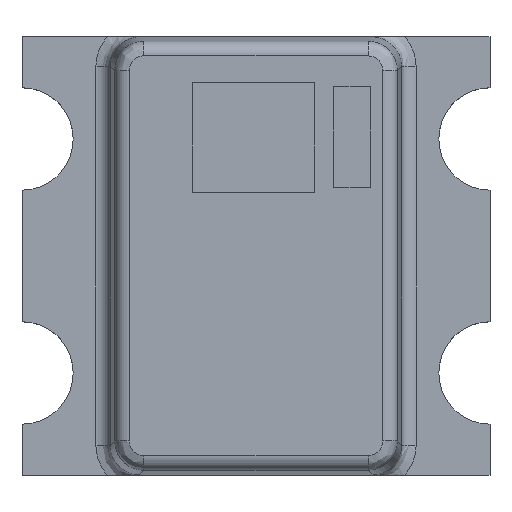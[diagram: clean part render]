
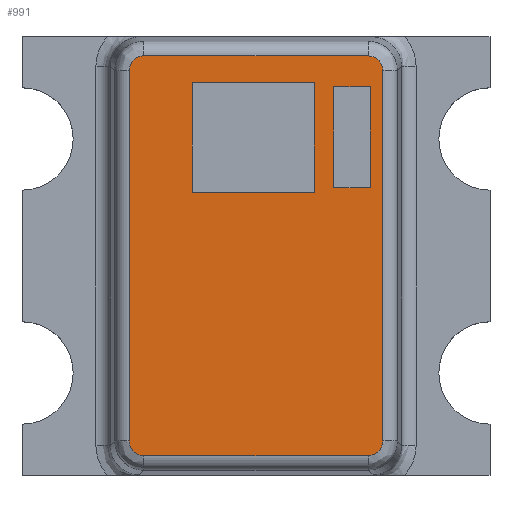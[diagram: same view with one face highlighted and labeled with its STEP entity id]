
A CAD part, top view. The second image highlights one B-rep face of the part: STEP entity #991.
In plain terms, the highlighted planar face has unit normal (0, 0, 1).
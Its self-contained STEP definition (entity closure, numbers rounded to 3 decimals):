
#13=FACE_BOUND('',#186,.T.);
#14=FACE_BOUND('',#187,.T.);
#63=ELLIPSE('',#1070,0.05,0.05);
#64=ELLIPSE('',#1073,0.05,0.05);
#65=ELLIPSE('',#1077,0.05,0.05);
#66=ELLIPSE('',#1080,0.05,0.05);
#127=FACE_OUTER_BOUND('',#185,.T.);
#185=EDGE_LOOP('',(#800,#801,#802,#803,#804,#805,#806,#807));
#186=EDGE_LOOP('',(#808,#809,#810,#811));
#187=EDGE_LOOP('',(#812,#813,#814,#815));
#230=LINE('',#1440,#330);
#234=LINE('',#1448,#334);
#237=LINE('',#1454,#337);
#240=LINE('',#1459,#340);
#242=LINE('',#1464,#342);
#246=LINE('',#1472,#346);
#249=LINE('',#1478,#349);
#252=LINE('',#1483,#352);
#268=LINE('',#1740,#368);
#270=LINE('',#1803,#370);
#271=LINE('',#1805,#371);
#273=LINE('',#1808,#373);
#330=VECTOR('',#1162,10.);
#334=VECTOR('',#1168,10.);
#337=VECTOR('',#1173,10.);
#340=VECTOR('',#1178,10.);
#342=VECTOR('',#1182,10.);
#346=VECTOR('',#1188,10.);
#349=VECTOR('',#1193,10.);
#352=VECTOR('',#1198,10.);
#368=VECTOR('',#1276,10.);
#370=VECTOR('',#1292,10.);
#371=VECTOR('',#1295,10.);
#373=VECTOR('',#1299,10.);
#422=VERTEX_POINT('',#1438);
#423=VERTEX_POINT('',#1439);
#426=VERTEX_POINT('',#1447);
#428=VERTEX_POINT('',#1453);
#430=VERTEX_POINT('',#1462);
#431=VERTEX_POINT('',#1463);
#434=VERTEX_POINT('',#1471);
#436=VERTEX_POINT('',#1477);
#462=VERTEX_POINT('',#1704);
#463=VERTEX_POINT('',#1706);
#464=VERTEX_POINT('',#1734);
#465=VERTEX_POINT('',#1736);
#466=VERTEX_POINT('',#1766);
#467=VERTEX_POINT('',#1768);
#468=VERTEX_POINT('',#1796);
#469=VERTEX_POINT('',#1798);
#518=EDGE_CURVE('',#422,#423,#230,.T.);
#522=EDGE_CURVE('',#426,#422,#234,.T.);
#525=EDGE_CURVE('',#428,#426,#237,.T.);
#528=EDGE_CURVE('',#423,#428,#240,.T.);
#530=EDGE_CURVE('',#430,#431,#242,.T.);
#534=EDGE_CURVE('',#434,#430,#246,.T.);
#537=EDGE_CURVE('',#436,#434,#249,.T.);
#540=EDGE_CURVE('',#431,#436,#252,.T.);
#578=EDGE_CURVE('',#463,#462,#63,.T.);
#581=EDGE_CURVE('',#465,#464,#64,.T.);
#582=EDGE_CURVE('',#462,#465,#268,.T.);
#585=EDGE_CURVE('',#467,#466,#65,.T.);
#588=EDGE_CURVE('',#469,#468,#66,.T.);
#590=EDGE_CURVE('',#464,#469,#270,.T.);
#591=EDGE_CURVE('',#468,#467,#271,.T.);
#593=EDGE_CURVE('',#466,#463,#273,.T.);
#800=ORIENTED_EDGE('',*,*,#588,.F.);
#801=ORIENTED_EDGE('',*,*,#590,.F.);
#802=ORIENTED_EDGE('',*,*,#581,.F.);
#803=ORIENTED_EDGE('',*,*,#582,.F.);
#804=ORIENTED_EDGE('',*,*,#578,.F.);
#805=ORIENTED_EDGE('',*,*,#593,.F.);
#806=ORIENTED_EDGE('',*,*,#585,.F.);
#807=ORIENTED_EDGE('',*,*,#591,.F.);
#808=ORIENTED_EDGE('',*,*,#522,.T.);
#809=ORIENTED_EDGE('',*,*,#518,.T.);
#810=ORIENTED_EDGE('',*,*,#528,.T.);
#811=ORIENTED_EDGE('',*,*,#525,.T.);
#812=ORIENTED_EDGE('',*,*,#534,.T.);
#813=ORIENTED_EDGE('',*,*,#530,.T.);
#814=ORIENTED_EDGE('',*,*,#540,.T.);
#815=ORIENTED_EDGE('',*,*,#537,.T.);
#937=PLANE('',#1085);
#991=ADVANCED_FACE('',(#127,#13,#14),#937,.T.);
#1070=AXIS2_PLACEMENT_3D('',#1708,#1266,#1267);
#1073=AXIS2_PLACEMENT_3D('',#1738,#1272,#1273);
#1077=AXIS2_PLACEMENT_3D('',#1770,#1281,#1282);
#1080=AXIS2_PLACEMENT_3D('',#1800,#1287,#1288);
#1085=AXIS2_PLACEMENT_3D('',#1811,#1303,#1304);
#1162=DIRECTION('',(0.,-1.,0.));
#1168=DIRECTION('',(1.,0.,0.));
#1173=DIRECTION('',(0.,1.,0.));
#1178=DIRECTION('',(-1.,0.,0.));
#1182=DIRECTION('',(-1.,0.,0.));
#1188=DIRECTION('',(0.,-1.,0.));
#1193=DIRECTION('',(1.,0.,0.));
#1198=DIRECTION('',(0.,1.,0.));
#1266=DIRECTION('center_axis',(0.,0.,-1.));
#1267=DIRECTION('ref_axis',(-0.707,-0.707,0.));
#1272=DIRECTION('center_axis',(0.,0.,-1.));
#1273=DIRECTION('ref_axis',(-0.707,0.707,0.));
#1276=DIRECTION('',(0.,1.,0.));
#1281=DIRECTION('center_axis',(0.,0.,-1.));
#1282=DIRECTION('ref_axis',(0.707,-0.707,0.));
#1287=DIRECTION('center_axis',(0.,0.,-1.));
#1288=DIRECTION('ref_axis',(0.707,0.707,0.));
#1292=DIRECTION('',(1.,0.,0.));
#1295=DIRECTION('',(0.,-1.,0.));
#1299=DIRECTION('',(-1.,0.,0.));
#1303=DIRECTION('center_axis',(0.,0.,1.));
#1304=DIRECTION('ref_axis',(-1.,0.,0.));
#1438=CARTESIAN_POINT('',(0.2,0.592,0.65));
#1439=CARTESIAN_POINT('',(0.2,0.217,0.65));
#1440=CARTESIAN_POINT('',(0.2,0.108,0.65));
#1447=CARTESIAN_POINT('',(-0.218,0.592,0.65));
#1448=CARTESIAN_POINT('',(0.1,0.592,0.65));
#1453=CARTESIAN_POINT('',(-0.218,0.217,0.65));
#1454=CARTESIAN_POINT('',(-0.218,0.296,0.65));
#1459=CARTESIAN_POINT('',(-0.109,0.217,0.65));
#1462=CARTESIAN_POINT('',(0.391,0.233,0.65));
#1463=CARTESIAN_POINT('',(0.266,0.233,0.65));
#1464=CARTESIAN_POINT('',(0.133,0.233,0.65));
#1471=CARTESIAN_POINT('',(0.391,0.578,0.65));
#1472=CARTESIAN_POINT('',(0.391,0.117,0.65));
#1477=CARTESIAN_POINT('',(0.266,0.578,0.65));
#1478=CARTESIAN_POINT('',(0.196,0.578,0.65));
#1483=CARTESIAN_POINT('',(0.266,0.289,0.65));
#1704=CARTESIAN_POINT('',(-0.433,-0.633,0.65));
#1706=CARTESIAN_POINT('',(-0.383,-0.683,0.65));
#1708=CARTESIAN_POINT('Origin',(-0.383,-0.633,0.65));
#1734=CARTESIAN_POINT('',(-0.383,0.683,0.65));
#1736=CARTESIAN_POINT('',(-0.433,0.633,0.65));
#1738=CARTESIAN_POINT('Origin',(-0.383,0.633,0.65));
#1740=CARTESIAN_POINT('',(-0.433,-0.375,0.65));
#1766=CARTESIAN_POINT('',(0.383,-0.683,0.65));
#1768=CARTESIAN_POINT('',(0.433,-0.633,0.65));
#1770=CARTESIAN_POINT('Origin',(0.383,-0.633,0.65));
#1796=CARTESIAN_POINT('',(0.433,0.633,0.65));
#1798=CARTESIAN_POINT('',(0.383,0.683,0.65));
#1800=CARTESIAN_POINT('Origin',(0.383,0.633,0.65));
#1803=CARTESIAN_POINT('',(-0.25,0.683,0.65));
#1805=CARTESIAN_POINT('',(0.433,0.375,0.65));
#1808=CARTESIAN_POINT('',(0.25,-0.683,0.65));
#1811=CARTESIAN_POINT('Origin',(0.,0.,0.65));
